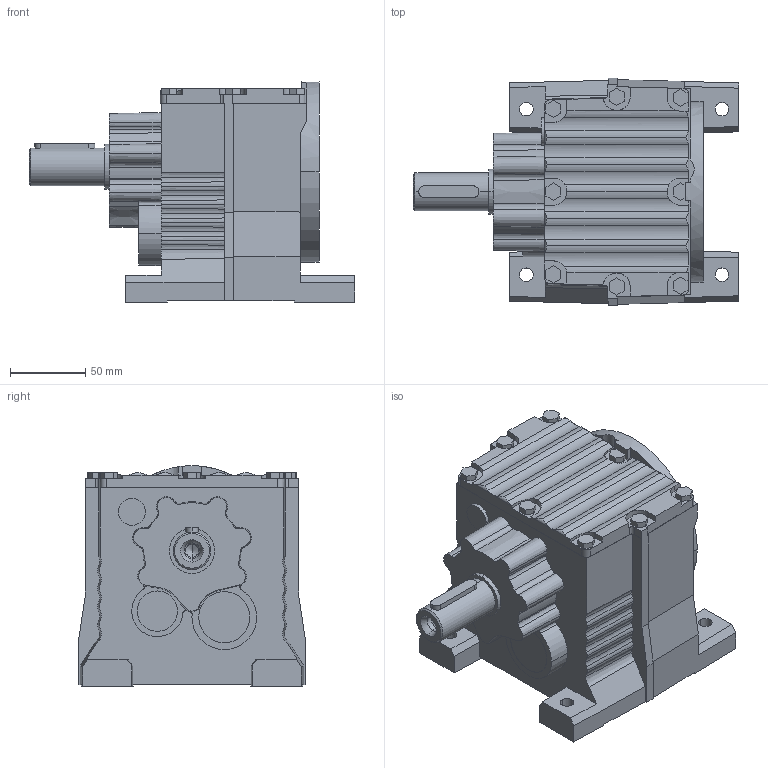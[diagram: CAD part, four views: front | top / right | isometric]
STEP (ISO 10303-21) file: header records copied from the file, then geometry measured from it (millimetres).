
FILE_DESCRIPTION(('STEP AP214'),'1');
FILE_NAME('cctmp_CEBD1C17-CE1E-4F99-9A41-51DA3C46D986_2022_07_07_16_05_06_0149..stp','2022-07-07T14:05:06',('SEW-EURODRIVE GmbH & Co KG'),('CADClick - www.CADClick.com'),'Spatial InterOp 3D postprocessed',' ','unknown authorization');
FILE_SCHEMA(('AUTOMOTIVE_DESIGN'));
Length unit declared in the file: millimetre
Products named in the file (1): 2022_07_07_16_05_06_0149
Bounding box: 216 x 151 x 146.6 mm (x, y, z)
Volume: 2143264.6 mm3; surface area: 129426.5 mm2
Topology: 1 solids, 1 shells, 334 faces, 932 edges, 613 vertices
Faces by surface type: plane 178, cone 78, cylinder 72, bspline 4, torus 2
Entity records: 12510 total; most frequent: CARTESIAN_POINT 2795, ORIENTED_EDGE 1860, DIRECTION 1784, EDGE_CURVE 930, VERTEX_POINT 613, AXIS2_PLACEMENT_3D 597, LINE 590, VECTOR 590
